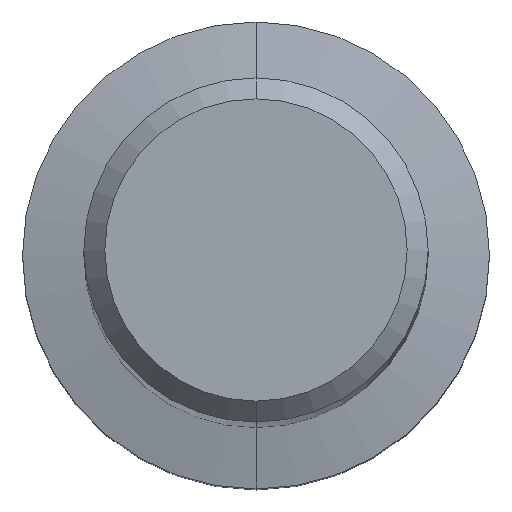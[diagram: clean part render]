
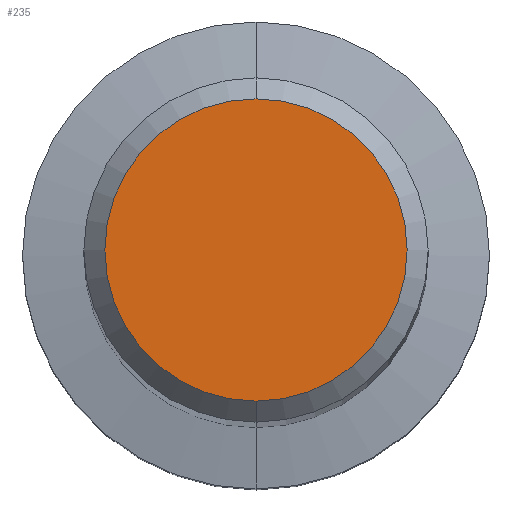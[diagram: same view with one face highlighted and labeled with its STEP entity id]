
A CAD part, top view. The second image highlights one B-rep face of the part: STEP entity #235.
In plain terms, the highlighted planar face has unit normal (0, 0, 1).
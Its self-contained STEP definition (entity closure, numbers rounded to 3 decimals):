
#147=VERTEX_POINT('',#349);
#157=EDGE_CURVE('',#147,#221,#360,.T.);
#221=VERTEX_POINT('',#436);
#235=ADVANCED_FACE('',(#450),#451,.T.);
#269=EDGE_CURVE('',#221,#147,#489,.T.);
#349=CARTESIAN_POINT('',(0.,-3.6,0.0));
#360=CIRCLE('',#585,3.6);
#436=CARTESIAN_POINT('',(0.0,3.6,0.0));
#450=FACE_OUTER_BOUND('',#694,.T.);
#451=PLANE('',#695);
#489=CIRCLE('',#749,3.6);
#585=AXIS2_PLACEMENT_3D('',#846,#847,#848);
#694=EDGE_LOOP('',(#965,#966));
#695=AXIS2_PLACEMENT_3D('',#967,#968,#969);
#749=AXIS2_PLACEMENT_3D('',#1017,#1018,#1019);
#846=CARTESIAN_POINT('',(0.0,0.0,0.0));
#847=DIRECTION('',(0.0,0.0,-1.0));
#848=DIRECTION('',(0.0,1.0,0.0));
#965=ORIENTED_EDGE('',*,*,#269,.F.);
#966=ORIENTED_EDGE('',*,*,#157,.F.);
#967=CARTESIAN_POINT('',(0.0,1.8,0.0));
#968=DIRECTION('',(-0.0,0.0,1.0));
#969=DIRECTION('',(0.0,-1.0,0.0));
#1017=CARTESIAN_POINT('',(0.0,0.0,0.0));
#1018=DIRECTION('',(0.0,0.0,-1.0));
#1019=DIRECTION('',(0.0,1.0,0.0));
